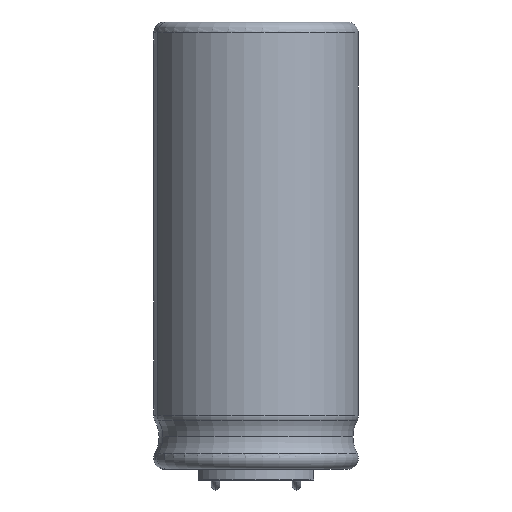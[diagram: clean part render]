
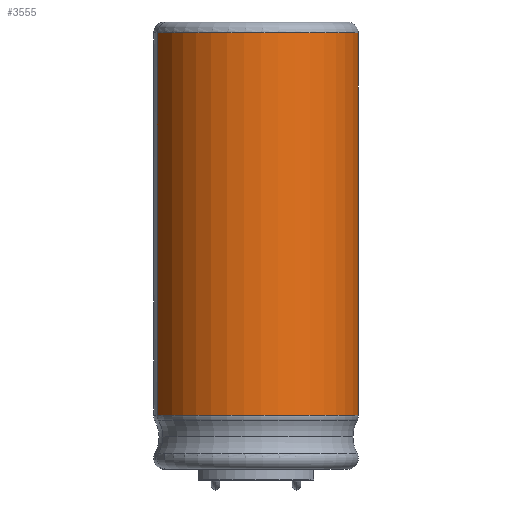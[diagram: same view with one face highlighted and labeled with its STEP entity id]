
A CAD part, top view. The second image highlights one B-rep face of the part: STEP entity #3555.
In plain terms, the highlighted cylindrical face has radius 9.5 mm (diameter 19 mm), a partial arc.
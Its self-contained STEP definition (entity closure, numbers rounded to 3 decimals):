
#127 = DIRECTION ( 'NONE',  ( 0., -1., 0. ) ) ;
#129 = VERTEX_POINT ( 'NONE', #502 ) ;
#193 = DIRECTION ( 'NONE',  ( 0., -1., 0. ) ) ;
#242 = DIRECTION ( 'NONE',  ( 1., 0., 0. ) ) ;
#290 = AXIS2_PLACEMENT_3D ( 'NONE', #2003, #3185, #242 ) ;
#321 = VECTOR ( 'NONE', #1536, 1000. ) ;
#458 = DIRECTION ( 'NONE',  ( 1., 0., 0. ) ) ;
#495 = AXIS2_PLACEMENT_3D ( 'NONE', #741, #127, #458 ) ;
#502 = CARTESIAN_POINT ( 'NONE',  ( -9.165, 5., 2.5 ) ) ;
#517 = ORIENTED_EDGE ( 'NONE', *, *, #2330, .T. ) ;
#741 = CARTESIAN_POINT ( 'NONE',  ( 0., 0., 0. ) ) ;
#815 = CYLINDRICAL_SURFACE ( 'NONE', #495, 9.5 ) ;
#1110 = VERTEX_POINT ( 'NONE', #2980 ) ;
#1150 = ORIENTED_EDGE ( 'NONE', *, *, #1890, .T. ) ;
#1350 = FACE_OUTER_BOUND ( 'NONE', #2399, .T. ) ;
#1536 = DIRECTION ( 'NONE',  ( 0., -1., 0. ) ) ;
#1890 = EDGE_CURVE ( 'NONE', #2735, #1110, #3784, .T. ) ;
#1982 = ORIENTED_EDGE ( 'NONE', *, *, #3344, .F. ) ;
#2003 = CARTESIAN_POINT ( 'NONE',  ( 0., 5., 0. ) ) ;
#2014 = CARTESIAN_POINT ( 'NONE',  ( 9.5, 40.5, 0. ) ) ;
#2102 = CARTESIAN_POINT ( 'NONE',  ( 9.5, 0., 0. ) ) ;
#2166 = EDGE_CURVE ( 'NONE', #3074, #129, #2795, .T. ) ;
#2330 = EDGE_CURVE ( 'NONE', #1110, #129, #2792, .T. ) ;
#2399 = EDGE_LOOP ( 'NONE', ( #1982, #1150, #517, #2491 ) ) ;
#2491 = ORIENTED_EDGE ( 'NONE', *, *, #2166, .F. ) ;
#2555 = CARTESIAN_POINT ( 'NONE',  ( 0., 40.5, 0. ) ) ;
#2694 = CARTESIAN_POINT ( 'NONE',  ( -9.165, 0., 2.5 ) ) ;
#2735 = VERTEX_POINT ( 'NONE', #2014 ) ;
#2792 = LINE ( 'NONE', #2694, #3717 ) ;
#2795 = CIRCLE ( 'NONE', #290, 9.5 ) ;
#2862 = DIRECTION ( 'NONE',  ( 1., 0., 0. ) ) ;
#2980 = CARTESIAN_POINT ( 'NONE',  ( -9.165, 40.5, 2.5 ) ) ;
#3067 = AXIS2_PLACEMENT_3D ( 'NONE', #2555, #193, #2862 ) ;
#3074 = VERTEX_POINT ( 'NONE', #3081 ) ;
#3081 = CARTESIAN_POINT ( 'NONE',  ( 9.5, 5., 0. ) ) ;
#3185 = DIRECTION ( 'NONE',  ( 0., -1., 0. ) ) ;
#3344 = EDGE_CURVE ( 'NONE', #2735, #3074, #3598, .T. ) ;
#3555 = ADVANCED_FACE ( 'NONE', ( #1350 ), #815, .T. ) ;
#3598 = LINE ( 'NONE', #2102, #321 ) ;
#3717 = VECTOR ( 'NONE', #3849, 1000. ) ;
#3784 = CIRCLE ( 'NONE', #3067, 9.5 ) ;
#3849 = DIRECTION ( 'NONE',  ( 0., -1., 0. ) ) ;
